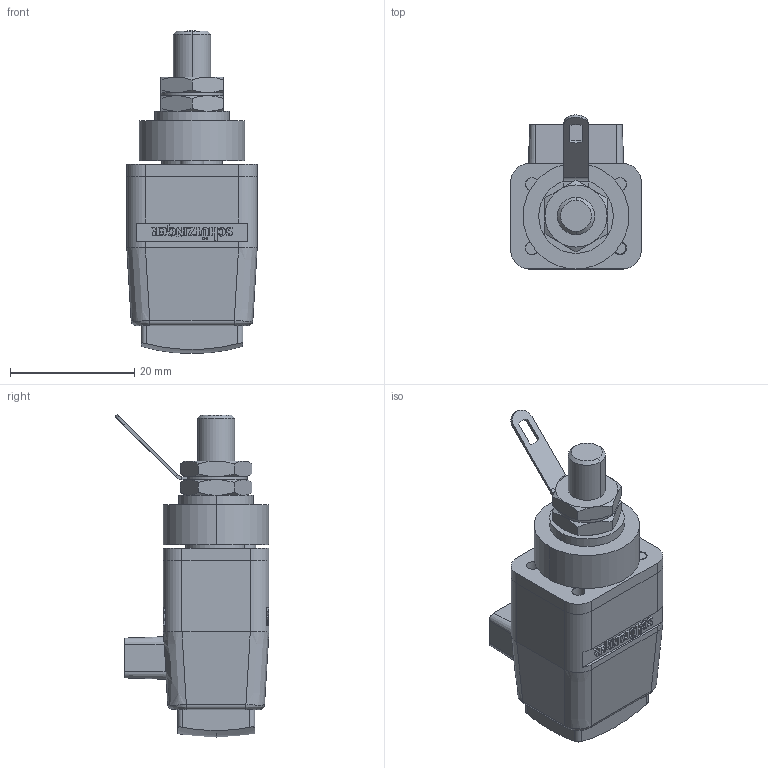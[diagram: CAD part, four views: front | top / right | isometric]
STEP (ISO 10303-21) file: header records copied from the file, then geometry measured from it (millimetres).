
FILE_DESCRIPTION((''),'2;1');
FILE_NAME('5230_SDK_12X4_ASM','2015-09-10T',('tosc'),(''),'PRO/ENGINEER BY PARAMETRIC TECHNOLOGY CORPORATION, 2015110','PRO/ENGINEER BY PARAMETRIC TECHNOLOGY CORPORATION, 2015110','');
FILE_SCHEMA(('CONFIG_CONTROL_DESIGN'));
Products named in the file (1): 5230_SDK_12X4_ASM
Bounding box: 21 x 24.77 x 52 mm (x, y, z)
Surface area: 11471.7 mm2 (no closed solid volume)
Topology: 0 solids, 13 shells, 838 faces, 2182 edges, 1374 vertices
Faces by surface type: plane 492, cylinder 126, bspline 86, extrusion 72, cone 60, sphere 2
Entity records: 45783 total; most frequent: CARTESIAN_POINT 19906, ORIENTED_EDGE 4308, DIRECTION 3532, EDGE_CURVE 2154, VECTOR 1462, LINE 1390, VERTEX_POINT 1374, AXIS2_PLACEMENT_3D 1035
